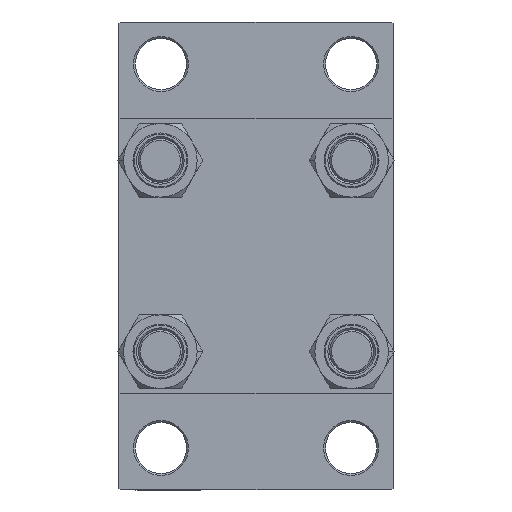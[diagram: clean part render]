
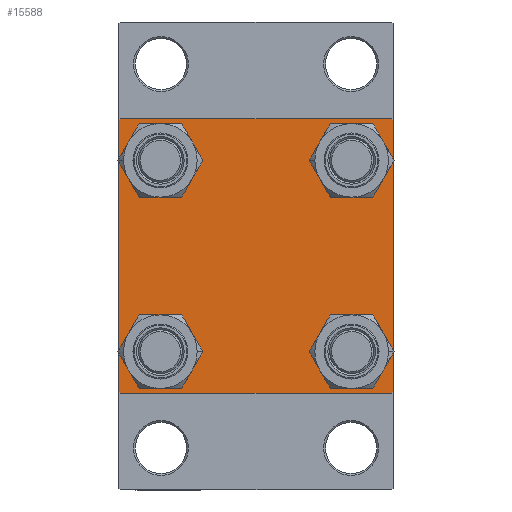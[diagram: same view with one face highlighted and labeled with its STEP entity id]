
A CAD part, left-side view. The second image highlights one B-rep face of the part: STEP entity #15588.
In plain terms, the highlighted planar face has unit normal (-1, 0, 0).
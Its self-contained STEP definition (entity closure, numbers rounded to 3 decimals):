
#130 = ORIENTED_EDGE ( 'NONE', *, *, #30894, .T. ) ;
#323 = CARTESIAN_POINT ( 'NONE',  ( 0., 26.15, -32.65 ) ) ;
#765 = CARTESIAN_POINT ( 'NONE',  ( 0., 37.5, 37. ) ) ;
#1040 = AXIS2_PLACEMENT_3D ( 'NONE', #16103, #41437, #5251 ) ;
#1374 = DIRECTION ( 'NONE',  ( 0., 0., 1. ) ) ;
#1521 = CARTESIAN_POINT ( 'NONE',  ( 0., 37.5, -37. ) ) ;
#1793 = AXIS2_PLACEMENT_3D ( 'NONE', #4838, #19558, #4375 ) ;
#2208 = AXIS2_PLACEMENT_3D ( 'NONE', #30476, #12127, #16466 ) ;
#2370 = VERTEX_POINT ( 'NONE', #35223 ) ;
#3551 = EDGE_CURVE ( 'NONE', #10786, #20823, #39528, .T. ) ;
#4300 = DIRECTION ( 'NONE',  ( 0., 0., 1. ) ) ;
#4374 = DIRECTION ( 'NONE',  ( 1., 0., 0. ) ) ;
#4375 = DIRECTION ( 'NONE',  ( 0., 0., 1. ) ) ;
#4535 = FACE_BOUND ( 'NONE', #6612, .T. ) ;
#4838 = CARTESIAN_POINT ( 'NONE',  ( 0., -26.15, -26.15 ) ) ;
#5251 = DIRECTION ( 'NONE',  ( 0., 0., 1. ) ) ;
#5409 = ORIENTED_EDGE ( 'NONE', *, *, #35413, .T. ) ;
#6496 = EDGE_CURVE ( 'NONE', #44131, #7647, #34774, .T. ) ;
#6612 = EDGE_LOOP ( 'NONE', ( #5409, #130 ) ) ;
#6695 = EDGE_CURVE ( 'NONE', #2370, #9478, #22459, .T. ) ;
#7647 = VERTEX_POINT ( 'NONE', #43638 ) ;
#8105 = ORIENTED_EDGE ( 'NONE', *, *, #6496, .F. ) ;
#8147 = CARTESIAN_POINT ( 'NONE',  ( 0., 26.15, -26.15 ) ) ;
#8242 = DIRECTION ( 'NONE',  ( 0., 0., 1. ) ) ;
#8378 = DIRECTION ( 'NONE',  ( 1., 0., 0. ) ) ;
#8745 = DIRECTION ( 'NONE',  ( 0., 0., 1. ) ) ;
#9071 = DIRECTION ( 'NONE',  ( 1., 0., 0. ) ) ;
#9478 = VERTEX_POINT ( 'NONE', #11167 ) ;
#9823 = CARTESIAN_POINT ( 'NONE',  ( 0., 37., 37.5 ) ) ;
#9911 = CARTESIAN_POINT ( 'NONE',  ( 0., -37.5, 37.5 ) ) ;
#10476 = VECTOR ( 'NONE', #21365, 1000. ) ;
#10624 = LINE ( 'NONE', #24644, #31390 ) ;
#10786 = VERTEX_POINT ( 'NONE', #21070 ) ;
#10809 = CIRCLE ( 'NONE', #19281, 6.5 ) ;
#10880 = VERTEX_POINT ( 'NONE', #765 ) ;
#10962 = CARTESIAN_POINT ( 'NONE',  ( 0., -26.15, 32.65 ) ) ;
#11167 = CARTESIAN_POINT ( 'NONE',  ( 0., -37., -37.5 ) ) ;
#11770 = EDGE_CURVE ( 'NONE', #22497, #46005, #33521, .T. ) ;
#11930 = EDGE_CURVE ( 'NONE', #24524, #25276, #30687, .T. ) ;
#12004 = FACE_OUTER_BOUND ( 'NONE', #41796, .T. ) ;
#12127 = DIRECTION ( 'NONE',  ( 1., 0., 0. ) ) ;
#12598 = CARTESIAN_POINT ( 'NONE',  ( 0., -26.15, 19.65 ) ) ;
#12793 = CARTESIAN_POINT ( 'NONE',  ( 0., -26.15, -32.65 ) ) ;
#12975 = ORIENTED_EDGE ( 'NONE', *, *, #3551, .T. ) ;
#13151 = CIRCLE ( 'NONE', #27047, 6.5 ) ;
#13483 = CARTESIAN_POINT ( 'NONE',  ( 0., 37.5, 37.5 ) ) ;
#13772 = ORIENTED_EDGE ( 'NONE', *, *, #47541, .T. ) ;
#14263 = CARTESIAN_POINT ( 'NONE',  ( 0., -37.25, -37.25 ) ) ;
#14275 = VECTOR ( 'NONE', #46319, 1000. ) ;
#14550 = EDGE_CURVE ( 'NONE', #10880, #19088, #45799, .T. ) ;
#15510 = CARTESIAN_POINT ( 'NONE',  ( 0., 26.15, -26.15 ) ) ;
#15588 = ADVANCED_FACE ( 'NONE', ( #4535, #33954, #26265, #41910, #12004 ), #26742, .T. ) ;
#16103 = CARTESIAN_POINT ( 'NONE',  ( 0., 0., 0. ) ) ;
#16466 = DIRECTION ( 'NONE',  ( 0., 0., 1. ) ) ;
#16804 = CARTESIAN_POINT ( 'NONE',  ( 0., -26.15, -26.15 ) ) ;
#17641 = DIRECTION ( 'NONE',  ( 0., 0.707, 0.707 ) ) ;
#18376 = ORIENTED_EDGE ( 'NONE', *, *, #11770, .T. ) ;
#18737 = VECTOR ( 'NONE', #45321, 1000. ) ;
#18773 = DIRECTION ( 'NONE',  ( 0., 0.707, -0.707 ) ) ;
#19088 = VERTEX_POINT ( 'NONE', #1521 ) ;
#19096 = DIRECTION ( 'NONE',  ( 0., 0., 1. ) ) ;
#19276 = ORIENTED_EDGE ( 'NONE', *, *, #23179, .T. ) ;
#19281 = AXIS2_PLACEMENT_3D ( 'NONE', #20038, #4374, #19096 ) ;
#19558 = DIRECTION ( 'NONE',  ( 1., 0., 0. ) ) ;
#19638 = EDGE_LOOP ( 'NONE', ( #44055, #29310 ) ) ;
#19692 = AXIS2_PLACEMENT_3D ( 'NONE', #33103, #41532, #8242 ) ;
#20038 = CARTESIAN_POINT ( 'NONE',  ( 0., -26.15, 26.15 ) ) ;
#20823 = VERTEX_POINT ( 'NONE', #12793 ) ;
#20975 = DIRECTION ( 'NONE',  ( 0., 0., -1. ) ) ;
#21070 = CARTESIAN_POINT ( 'NONE',  ( 0., -26.15, -19.65 ) ) ;
#21365 = DIRECTION ( 'NONE',  ( 0., -0.707, -0.707 ) ) ;
#21425 = EDGE_CURVE ( 'NONE', #19088, #2370, #24975, .T. ) ;
#21842 = EDGE_LOOP ( 'NONE', ( #24627, #18376 ) ) ;
#22240 = CIRCLE ( 'NONE', #2208, 6.5 ) ;
#22459 = LINE ( 'NONE', #33997, #18737 ) ;
#22497 = VERTEX_POINT ( 'NONE', #32536 ) ;
#22582 = EDGE_CURVE ( 'NONE', #29135, #41320, #42851, .T. ) ;
#23006 = DIRECTION ( 'NONE',  ( 0., 0., 1. ) ) ;
#23017 = CARTESIAN_POINT ( 'NONE',  ( 0., 26.15, 26.15 ) ) ;
#23179 = EDGE_CURVE ( 'NONE', #9478, #7647, #47295, .T. ) ;
#23211 = CARTESIAN_POINT ( 'NONE',  ( 0., 37.5, 37.5 ) ) ;
#23376 = ORIENTED_EDGE ( 'NONE', *, *, #21425, .T. ) ;
#23648 = CARTESIAN_POINT ( 'NONE',  ( 0., -37., 37.5 ) ) ;
#23936 = ORIENTED_EDGE ( 'NONE', *, *, #14550, .T. ) ;
#23970 = CARTESIAN_POINT ( 'NONE',  ( 0., -37.5, 37. ) ) ;
#24378 = AXIS2_PLACEMENT_3D ( 'NONE', #8147, #8378, #4300 ) ;
#24524 = VERTEX_POINT ( 'NONE', #9823 ) ;
#24627 = ORIENTED_EDGE ( 'NONE', *, *, #35899, .T. ) ;
#24644 = CARTESIAN_POINT ( 'NONE',  ( 0., -37.25, 37.25 ) ) ;
#24975 = LINE ( 'NONE', #39684, #10476 ) ;
#25276 = VERTEX_POINT ( 'NONE', #23648 ) ;
#26265 = FACE_BOUND ( 'NONE', #19638, .T. ) ;
#26525 = AXIS2_PLACEMENT_3D ( 'NONE', #15510, #29524, #23006 ) ;
#26742 = PLANE ( 'NONE',  #1040 ) ;
#27047 = AXIS2_PLACEMENT_3D ( 'NONE', #23017, #42050, #8745 ) ;
#27180 = EDGE_LOOP ( 'NONE', ( #12975, #36134 ) ) ;
#28183 = EDGE_CURVE ( 'NONE', #44131, #25276, #10624, .T. ) ;
#28752 = AXIS2_PLACEMENT_3D ( 'NONE', #16804, #9071, #1374 ) ;
#29135 = VERTEX_POINT ( 'NONE', #31472 ) ;
#29310 = ORIENTED_EDGE ( 'NONE', *, *, #44868, .T. ) ;
#29524 = DIRECTION ( 'NONE',  ( 1., 0., 0. ) ) ;
#30309 = CIRCLE ( 'NONE', #1793, 6.5 ) ;
#30476 = CARTESIAN_POINT ( 'NONE',  ( 0., -26.15, 26.15 ) ) ;
#30687 = LINE ( 'NONE', #23211, #14275 ) ;
#30894 = EDGE_CURVE ( 'NONE', #45006, #39267, #22240, .T. ) ;
#31390 = VECTOR ( 'NONE', #17641, 1000. ) ;
#31472 = CARTESIAN_POINT ( 'NONE',  ( 0., 26.15, -19.65 ) ) ;
#32536 = CARTESIAN_POINT ( 'NONE',  ( 0., 26.15, 19.65 ) ) ;
#32841 = DIRECTION ( 'NONE',  ( 0., -0.707, 0.707 ) ) ;
#33103 = CARTESIAN_POINT ( 'NONE',  ( 0., 26.15, 26.15 ) ) ;
#33521 = CIRCLE ( 'NONE', #19692, 6.5 ) ;
#33954 = FACE_BOUND ( 'NONE', #27180, .T. ) ;
#33997 = CARTESIAN_POINT ( 'NONE',  ( 0., 37.5, -37.5 ) ) ;
#34774 = LINE ( 'NONE', #9911, #41928 ) ;
#35223 = CARTESIAN_POINT ( 'NONE',  ( 0., 37., -37.5 ) ) ;
#35413 = EDGE_CURVE ( 'NONE', #39267, #45006, #10809, .T. ) ;
#35860 = VECTOR ( 'NONE', #32841, 1000. ) ;
#35899 = EDGE_CURVE ( 'NONE', #46005, #22497, #13151, .T. ) ;
#36134 = ORIENTED_EDGE ( 'NONE', *, *, #42653, .T. ) ;
#36448 = VECTOR ( 'NONE', #20975, 1000. ) ;
#38191 = VECTOR ( 'NONE', #18773, 1000. ) ;
#39267 = VERTEX_POINT ( 'NONE', #10962 ) ;
#39528 = CIRCLE ( 'NONE', #28752, 6.5 ) ;
#39684 = CARTESIAN_POINT ( 'NONE',  ( 0., 37.25, -37.25 ) ) ;
#40942 = ORIENTED_EDGE ( 'NONE', *, *, #6695, .T. ) ;
#41320 = VERTEX_POINT ( 'NONE', #323 ) ;
#41426 = LINE ( 'NONE', #47695, #38191 ) ;
#41437 = DIRECTION ( 'NONE',  ( -1., 0., 0. ) ) ;
#41532 = DIRECTION ( 'NONE',  ( 1., 0., 0. ) ) ;
#41796 = EDGE_LOOP ( 'NONE', ( #23936, #23376, #40942, #19276, #8105, #45156, #46480, #13772 ) ) ;
#41910 = FACE_BOUND ( 'NONE', #21842, .T. ) ;
#41928 = VECTOR ( 'NONE', #45608, 1000. ) ;
#42050 = DIRECTION ( 'NONE',  ( 1., 0., 0. ) ) ;
#42653 = EDGE_CURVE ( 'NONE', #20823, #10786, #30309, .T. ) ;
#42697 = CIRCLE ( 'NONE', #26525, 6.5 ) ;
#42851 = CIRCLE ( 'NONE', #24378, 6.5 ) ;
#43638 = CARTESIAN_POINT ( 'NONE',  ( 0., -37.5, -37. ) ) ;
#44055 = ORIENTED_EDGE ( 'NONE', *, *, #22582, .T. ) ;
#44131 = VERTEX_POINT ( 'NONE', #23970 ) ;
#44652 = CARTESIAN_POINT ( 'NONE',  ( 0., 26.15, 32.65 ) ) ;
#44868 = EDGE_CURVE ( 'NONE', #41320, #29135, #42697, .T. ) ;
#45006 = VERTEX_POINT ( 'NONE', #12598 ) ;
#45156 = ORIENTED_EDGE ( 'NONE', *, *, #28183, .T. ) ;
#45321 = DIRECTION ( 'NONE',  ( 0., -1., 0. ) ) ;
#45608 = DIRECTION ( 'NONE',  ( 0., 0., -1. ) ) ;
#45799 = LINE ( 'NONE', #13483, #36448 ) ;
#46005 = VERTEX_POINT ( 'NONE', #44652 ) ;
#46319 = DIRECTION ( 'NONE',  ( 0., -1., 0. ) ) ;
#46480 = ORIENTED_EDGE ( 'NONE', *, *, #11930, .F. ) ;
#47295 = LINE ( 'NONE', #14263, #35860 ) ;
#47541 = EDGE_CURVE ( 'NONE', #24524, #10880, #41426, .T. ) ;
#47695 = CARTESIAN_POINT ( 'NONE',  ( 0., 37.25, 37.25 ) ) ;
